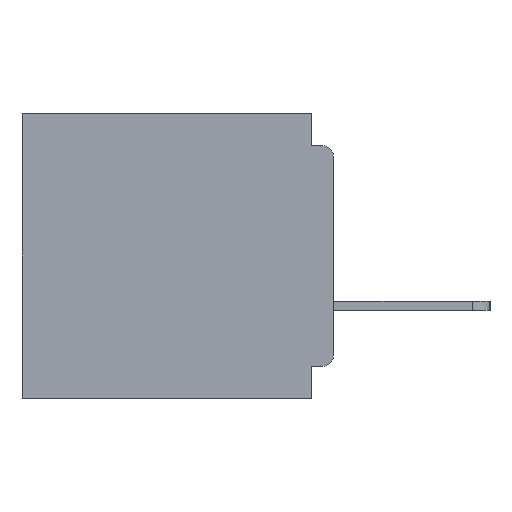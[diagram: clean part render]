
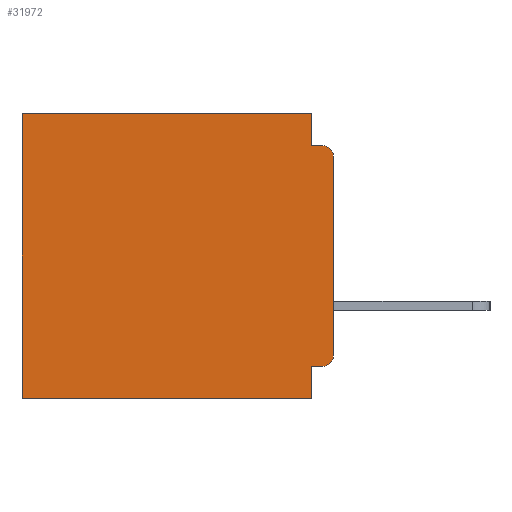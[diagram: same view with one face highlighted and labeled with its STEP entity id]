
A CAD part, left-side view. The second image highlights one B-rep face of the part: STEP entity #31972.
In plain terms, the highlighted planar face has unit normal (-1, 0, 0).
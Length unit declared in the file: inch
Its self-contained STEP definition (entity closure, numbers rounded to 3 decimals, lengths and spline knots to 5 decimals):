
#78 = VERTEX_POINT ( 'NONE', #18073 ) ;
#928 = ORIENTED_EDGE ( 'NONE', *, *, #7759, .T. ) ;
#1507 = ORIENTED_EDGE ( 'NONE', *, *, #31246, .F. ) ;
#2531 = ORIENTED_EDGE ( 'NONE', *, *, #11433, .F. ) ;
#2979 = ORIENTED_EDGE ( 'NONE', *, *, #11920, .F. ) ;
#3239 = VERTEX_POINT ( 'NONE', #10988 ) ;
#3354 = VERTEX_POINT ( 'NONE', #18833 ) ;
#3735 = EDGE_CURVE ( 'NONE', #18030, #28330, #25532, .T. ) ;
#4962 = CARTESIAN_POINT ( 'NONE',  ( 0.3, 0., -0.355 ) ) ;
#5853 = CARTESIAN_POINT ( 'NONE',  ( 0.3, 0.437, -0.4 ) ) ;
#6447 = DIRECTION ( 'NONE',  ( 0., 0., -1. ) ) ;
#7759 = EDGE_CURVE ( 'NONE', #22654, #14483, #29867, .T. ) ;
#8135 = DIRECTION ( 'NONE',  ( 0., 1., 0. ) ) ;
#8301 = LINE ( 'NONE', #39251, #16771 ) ;
#8657 = FACE_OUTER_BOUND ( 'NONE', #25930, .T. ) ;
#8683 = VERTEX_POINT ( 'NONE', #32598 ) ;
#9103 = VECTOR ( 'NONE', #39801, 39.37008 ) ;
#9823 = CARTESIAN_POINT ( 'NONE',  ( 0.3, 0.015, -0.34 ) ) ;
#10079 = EDGE_CURVE ( 'NONE', #8683, #3239, #35618, .T. ) ;
#10438 = VECTOR ( 'NONE', #8135, 39.37008 ) ;
#10988 = CARTESIAN_POINT ( 'NONE',  ( 0.3, 0.031, -0.355 ) ) ;
#11433 = EDGE_CURVE ( 'NONE', #18030, #78, #35515, .T. ) ;
#11576 = AXIS2_PLACEMENT_3D ( 'NONE', #40114, #33993, #15124 ) ;
#11634 = CARTESIAN_POINT ( 'NONE',  ( 0.3, 0., -0.4 ) ) ;
#11920 = EDGE_CURVE ( 'NONE', #3239, #3354, #8301, .T. ) ;
#12356 = ORIENTED_EDGE ( 'NONE', *, *, #32547, .T. ) ;
#13016 = DIRECTION ( 'NONE',  ( 0., 0., -1. ) ) ;
#13886 = VECTOR ( 'NONE', #6447, 39.37008 ) ;
#14049 = CARTESIAN_POINT ( 'NONE',  ( 0.3, 0.015, -0.045 ) ) ;
#14077 = EDGE_CURVE ( 'NONE', #38043, #17577, #30629, .T. ) ;
#14483 = VERTEX_POINT ( 'NONE', #5853 ) ;
#14745 = CARTESIAN_POINT ( 'NONE',  ( 0.3, 0.437, -0.4 ) ) ;
#15124 = DIRECTION ( 'NONE',  ( 0., 0., -1. ) ) ;
#15170 = ORIENTED_EDGE ( 'NONE', *, *, #34130, .T. ) ;
#16771 = VECTOR ( 'NONE', #20463, 39.37008 ) ;
#17577 = VERTEX_POINT ( 'NONE', #35636 ) ;
#17780 = VECTOR ( 'NONE', #39967, 39.37008 ) ;
#18030 = VERTEX_POINT ( 'NONE', #31274 ) ;
#18073 = CARTESIAN_POINT ( 'NONE',  ( 0.3, 0., -0.34 ) ) ;
#18284 = ORIENTED_EDGE ( 'NONE', *, *, #14077, .F. ) ;
#18545 = LINE ( 'NONE', #20888, #9103 ) ;
#18833 = CARTESIAN_POINT ( 'NONE',  ( 0.3, 0.031, -0.4 ) ) ;
#20463 = DIRECTION ( 'NONE',  ( 0., 0., -1. ) ) ;
#20888 = CARTESIAN_POINT ( 'NONE',  ( 0.3, 0., 0. ) ) ;
#21363 = CIRCLE ( 'NONE', #32254, 0.015 ) ;
#21389 = LINE ( 'NONE', #40026, #26826 ) ;
#21485 = VECTOR ( 'NONE', #36756, 39.37008 ) ;
#22268 = CARTESIAN_POINT ( 'NONE',  ( 0.3, 0.031, 0. ) ) ;
#22593 = DIRECTION ( 'NONE',  ( 0., -1., 0. ) ) ;
#22654 = VERTEX_POINT ( 'NONE', #28776 ) ;
#22850 = ORIENTED_EDGE ( 'NONE', *, *, #39334, .F. ) ;
#22887 = AXIS2_PLACEMENT_3D ( 'NONE', #31760, #31116, #31618 ) ;
#25532 = CIRCLE ( 'NONE', #22887, 0.015 ) ;
#25930 = EDGE_LOOP ( 'NONE', ( #2531, #40447, #1507, #18284, #12356, #928, #22850, #2979, #40097, #15170 ) ) ;
#26761 = CARTESIAN_POINT ( 'NONE',  ( 0.3, 0.031, 0. ) ) ;
#26826 = VECTOR ( 'NONE', #30736, 39.37008 ) ;
#28330 = VERTEX_POINT ( 'NONE', #14049 ) ;
#28776 = CARTESIAN_POINT ( 'NONE',  ( 0.3, 0.437, 0. ) ) ;
#29037 = LINE ( 'NONE', #32046, #31979 ) ;
#29867 = LINE ( 'NONE', #14745, #21485 ) ;
#30629 = LINE ( 'NONE', #22268, #13886 ) ;
#30736 = DIRECTION ( 'NONE',  ( 0., 1., 0. ) ) ;
#30826 = PLANE ( 'NONE',  #11576 ) ;
#31116 = DIRECTION ( 'NONE',  ( -1., 0., 0. ) ) ;
#31246 = EDGE_CURVE ( 'NONE', #17577, #28330, #29037, .T. ) ;
#31274 = CARTESIAN_POINT ( 'NONE',  ( 0.3, 0., -0.06 ) ) ;
#31618 = DIRECTION ( 'NONE',  ( 0., 0., -1. ) ) ;
#31760 = CARTESIAN_POINT ( 'NONE',  ( 0.3, 0.015, -0.06 ) ) ;
#31910 = DIRECTION ( 'NONE',  ( -1., 0., 0. ) ) ;
#31972 = ADVANCED_FACE ( 'NONE', ( #8657 ), #30826, .F. ) ;
#31979 = VECTOR ( 'NONE', #22593, 39.37008 ) ;
#32046 = CARTESIAN_POINT ( 'NONE',  ( 0.3, 0., -0.045 ) ) ;
#32254 = AXIS2_PLACEMENT_3D ( 'NONE', #9823, #31910, #13016 ) ;
#32547 = EDGE_CURVE ( 'NONE', #38043, #22654, #18545, .T. ) ;
#32598 = CARTESIAN_POINT ( 'NONE',  ( 0.3, 0.015, -0.355 ) ) ;
#33993 = DIRECTION ( 'NONE',  ( 1., 0., 0. ) ) ;
#34130 = EDGE_CURVE ( 'NONE', #8683, #78, #21363, .T. ) ;
#35515 = LINE ( 'NONE', #11634, #17780 ) ;
#35618 = LINE ( 'NONE', #4962, #10438 ) ;
#35636 = CARTESIAN_POINT ( 'NONE',  ( 0.3, 0.031, -0.045 ) ) ;
#36756 = DIRECTION ( 'NONE',  ( 0., 0., -1. ) ) ;
#38043 = VERTEX_POINT ( 'NONE', #26761 ) ;
#39251 = CARTESIAN_POINT ( 'NONE',  ( 0.3, 0.031, -0.4 ) ) ;
#39334 = EDGE_CURVE ( 'NONE', #3354, #14483, #21389, .T. ) ;
#39801 = DIRECTION ( 'NONE',  ( 0., 1., 0. ) ) ;
#39967 = DIRECTION ( 'NONE',  ( 0., 0., -1. ) ) ;
#40026 = CARTESIAN_POINT ( 'NONE',  ( 0.3, 0., -0.4 ) ) ;
#40097 = ORIENTED_EDGE ( 'NONE', *, *, #10079, .F. ) ;
#40114 = CARTESIAN_POINT ( 'NONE',  ( 0.3, 0., -0.4 ) ) ;
#40447 = ORIENTED_EDGE ( 'NONE', *, *, #3735, .T. ) ;
